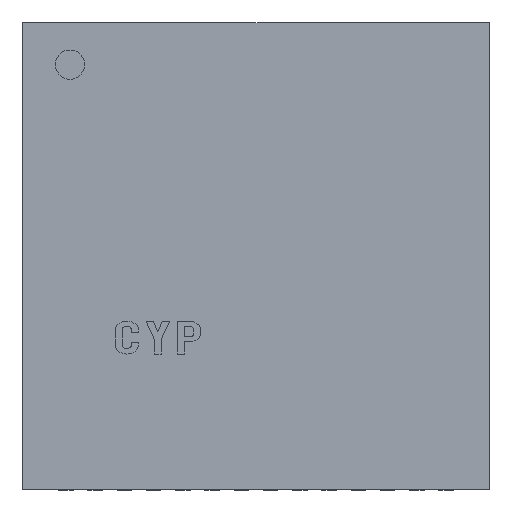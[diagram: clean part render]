
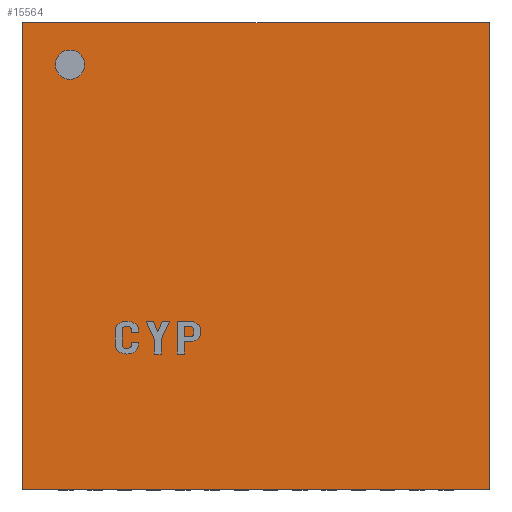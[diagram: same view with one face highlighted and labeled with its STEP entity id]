
A CAD part, top view. The second image highlights one B-rep face of the part: STEP entity #15564.
In plain terms, the highlighted planar face has unit normal (0, 0, 1).
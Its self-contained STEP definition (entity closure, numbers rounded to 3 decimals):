
#76=FACE_BOUND('',#1978,.T.);
#329=PLANE('',#16595);
#1090=FACE_OUTER_BOUND('',#1977,.T.);
#1977=EDGE_LOOP('',(#11989,#11990,#11991,#11992));
#1978=EDGE_LOOP('',(#11993));
#2771=LINE('',#21932,#4745);
#2831=LINE('',#22052,#4805);
#2890=LINE('',#22170,#4864);
#2948=LINE('',#22285,#4922);
#4745=VECTOR('',#17671,1000.);
#4805=VECTOR('',#17733,1000.);
#4864=VECTOR('',#17794,1000.);
#4922=VECTOR('',#17854,1000.);
#6703=CIRCLE('',#16427,0.25);
#7001=VERTEX_POINT('',#21922);
#7004=VERTEX_POINT('',#21929);
#7005=VERTEX_POINT('',#21931);
#7064=VERTEX_POINT('',#22050);
#7122=VERTEX_POINT('',#22168);
#8528=EDGE_CURVE('',#7001,#7001,#6703,.T.);
#8531=EDGE_CURVE('',#7005,#7004,#2771,.T.);
#8591=EDGE_CURVE('',#7004,#7064,#2831,.T.);
#8650=EDGE_CURVE('',#7064,#7122,#2890,.T.);
#8708=EDGE_CURVE('',#7122,#7005,#2948,.T.);
#11989=ORIENTED_EDGE('',*,*,#8531,.T.);
#11990=ORIENTED_EDGE('',*,*,#8591,.T.);
#11991=ORIENTED_EDGE('',*,*,#8650,.T.);
#11992=ORIENTED_EDGE('',*,*,#8708,.T.);
#11993=ORIENTED_EDGE('',*,*,#8528,.F.);
#15564=ADVANCED_FACE('',(#1090,#76),#329,.T.);
#16427=AXIS2_PLACEMENT_3D('',#21924,#17665,#17666);
#16595=AXIS2_PLACEMENT_3D('',#23586,#18844,#18845);
#17665=DIRECTION('center_axis',(0.,0.,1.));
#17666=DIRECTION('ref_axis',(0.,-1.,0.));
#17671=DIRECTION('',(1.,0.,0.));
#17733=DIRECTION('',(0.,1.,0.));
#17794=DIRECTION('',(-1.,0.,0.));
#17854=DIRECTION('',(0.,-1.,0.));
#18844=DIRECTION('center_axis',(0.,0.,1.));
#18845=DIRECTION('ref_axis',(0.,-1.,0.));
#21922=CARTESIAN_POINT('',(-3.18,3.52,0.9));
#21924=CARTESIAN_POINT('Origin',(-3.18,3.27,0.9));
#21929=CARTESIAN_POINT('',(3.99,-3.99,0.9));
#21931=CARTESIAN_POINT('',(-3.99,-3.99,0.9));
#21932=CARTESIAN_POINT('',(3.99,-3.99,0.9));
#22050=CARTESIAN_POINT('',(3.99,3.99,0.9));
#22052=CARTESIAN_POINT('',(3.99,3.99,0.9));
#22168=CARTESIAN_POINT('',(-3.99,3.99,0.9));
#22170=CARTESIAN_POINT('',(3.99,3.99,0.9));
#22285=CARTESIAN_POINT('',(-3.99,3.99,0.9));
#23586=CARTESIAN_POINT('Origin',(0.,0.,0.9));
